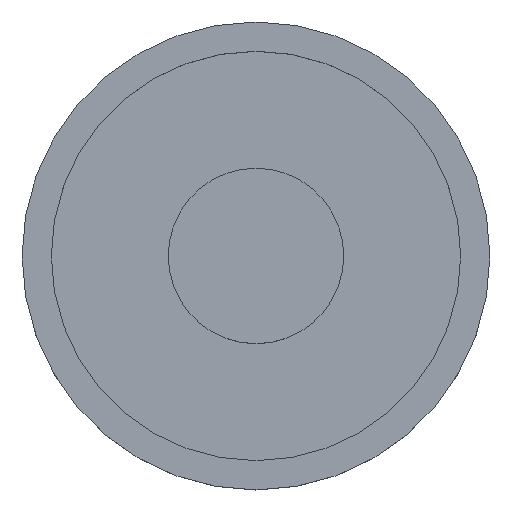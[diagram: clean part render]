
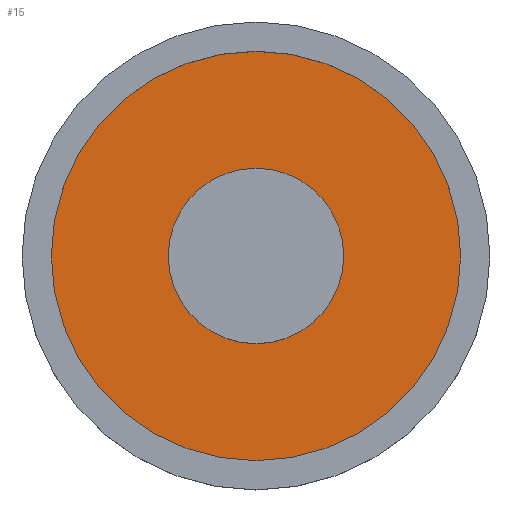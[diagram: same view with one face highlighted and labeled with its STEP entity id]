
A CAD part, top view. The second image highlights one B-rep face of the part: STEP entity #15.
In plain terms, the highlighted planar face has unit normal (0, 0, 1).
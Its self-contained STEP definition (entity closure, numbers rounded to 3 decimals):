
#4 = FACE_OUTER_BOUND ( 'NONE', #239, .T. ) ;
#7 = VERTEX_POINT ( 'NONE', #134 ) ;
#15 = ADVANCED_FACE ( 'NONE', ( #203, #4 ), #161, .T. ) ;
#41 = EDGE_CURVE ( 'NONE', #263, #7, #118, .T. ) ;
#44 = DIRECTION ( 'NONE',  ( 1., 0., 0. ) ) ;
#50 = DIRECTION ( 'NONE',  ( 1., 0., 0. ) ) ;
#65 = EDGE_LOOP ( 'NONE', ( #110, #147 ) ) ;
#68 = DIRECTION ( 'NONE',  ( 0., 0., 1. ) ) ;
#79 = CIRCLE ( 'NONE', #128, 15. ) ;
#89 = CIRCLE ( 'NONE', #105, 35. ) ;
#92 = DIRECTION ( 'NONE',  ( 1., 0., 0. ) ) ;
#97 = DIRECTION ( 'NONE',  ( 1., 0., 0. ) ) ;
#99 = DIRECTION ( 'NONE',  ( 0., 0., 1. ) ) ;
#105 = AXIS2_PLACEMENT_3D ( 'NONE', #232, #99, #97 ) ;
#108 = EDGE_CURVE ( 'NONE', #226, #176, #79, .T. ) ;
#110 = ORIENTED_EDGE ( 'NONE', *, *, #198, .F. ) ;
#118 = CIRCLE ( 'NONE', #179, 35. ) ;
#124 = DIRECTION ( 'NONE',  ( 1., 0., 0. ) ) ;
#128 = AXIS2_PLACEMENT_3D ( 'NONE', #208, #233, #124 ) ;
#134 = CARTESIAN_POINT ( 'NONE',  ( -35., 0., 3. ) ) ;
#136 = EDGE_CURVE ( 'NONE', #7, #263, #89, .T. ) ;
#147 = ORIENTED_EDGE ( 'NONE', *, *, #108, .F. ) ;
#148 = CARTESIAN_POINT ( 'NONE',  ( 0., 0., 3. ) ) ;
#160 = AXIS2_PLACEMENT_3D ( 'NONE', #148, #238, #44 ) ;
#161 = PLANE ( 'NONE',  #202 ) ;
#176 = VERTEX_POINT ( 'NONE', #274 ) ;
#179 = AXIS2_PLACEMENT_3D ( 'NONE', #187, #68, #92 ) ;
#183 = CARTESIAN_POINT ( 'NONE',  ( 0., 0., 3. ) ) ;
#187 = CARTESIAN_POINT ( 'NONE',  ( 0., 0., 3. ) ) ;
#198 = EDGE_CURVE ( 'NONE', #176, #226, #225, .T. ) ;
#202 = AXIS2_PLACEMENT_3D ( 'NONE', #183, #268, #50 ) ;
#203 = FACE_BOUND ( 'NONE', #65, .T. ) ;
#208 = CARTESIAN_POINT ( 'NONE',  ( 0., 0., 3. ) ) ;
#225 = CIRCLE ( 'NONE', #160, 15. ) ;
#226 = VERTEX_POINT ( 'NONE', #240 ) ;
#231 = ORIENTED_EDGE ( 'NONE', *, *, #41, .T. ) ;
#232 = CARTESIAN_POINT ( 'NONE',  ( 0., 0., 3. ) ) ;
#233 = DIRECTION ( 'NONE',  ( 0., 0., 1. ) ) ;
#238 = DIRECTION ( 'NONE',  ( 0., 0., 1. ) ) ;
#239 = EDGE_LOOP ( 'NONE', ( #231, #284 ) ) ;
#240 = CARTESIAN_POINT ( 'NONE',  ( 15., 0., 3. ) ) ;
#263 = VERTEX_POINT ( 'NONE', #283 ) ;
#268 = DIRECTION ( 'NONE',  ( 0., 0., 1. ) ) ;
#274 = CARTESIAN_POINT ( 'NONE',  ( -15., 0., 3. ) ) ;
#283 = CARTESIAN_POINT ( 'NONE',  ( 35., 0., 3. ) ) ;
#284 = ORIENTED_EDGE ( 'NONE', *, *, #136, .T. ) ;
